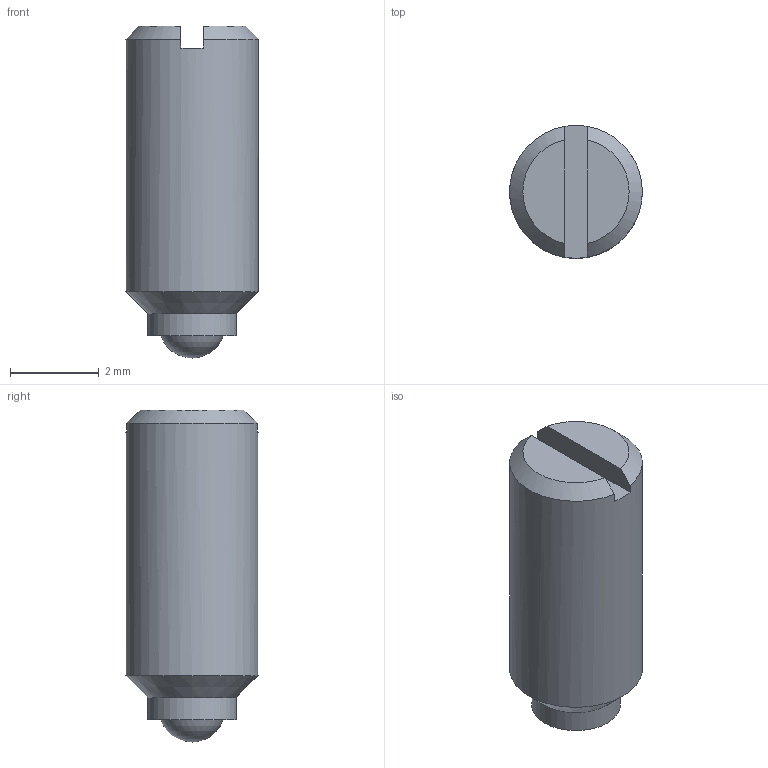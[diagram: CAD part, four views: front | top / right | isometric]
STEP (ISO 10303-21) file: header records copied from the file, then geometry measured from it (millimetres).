
FILE_DESCRIPTION( ( 'Unknown' ), '1' );
FILE_NAME( '7747506_APS_7_IR.stp', 'Unknown', ( 'Unknown' ), ( 'Unknown' ), 'PSStep 14.0', 'Unknown', ' ' );
FILE_SCHEMA( ( 'AUTOMOTIVE_DESIGN { 1 0 10303 214 1 1 1 1 }' ) );
Length unit declared in the file: millimetre
Products named in the file (1): 1
Bounding box: 3 x 3 x 7.5 mm (x, y, z)
Volume: 45.8 mm3; surface area: 76.9 mm2
Topology: 1 solids, 1 shells, 12 faces, 28 edges, 18 vertices
Faces by surface type: plane 6, cone 3, cylinder 2, sphere 1
Full cylindrical faces by diameter (mm): 2 x1, 3 x1
Entity records: 424 total; most frequent: CARTESIAN_POINT 63, DIRECTION 54, ORIENTED_EDGE 44, AXIS2_PLACEMENT_3D 23, EDGE_CURVE 22, EDGE_LOOP 16, VERTEX_POINT 16, FACE_OUTER_BOUND 14
